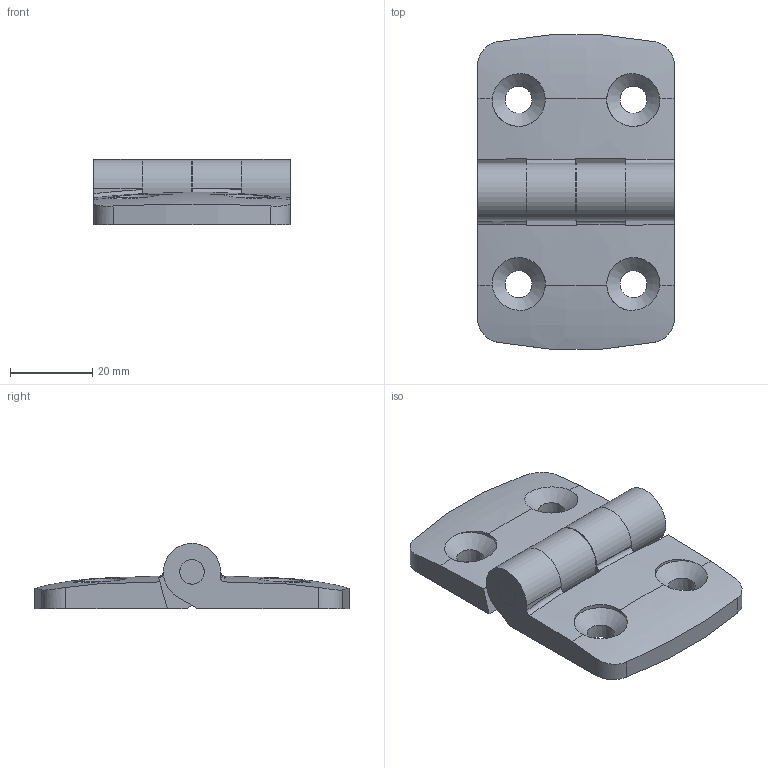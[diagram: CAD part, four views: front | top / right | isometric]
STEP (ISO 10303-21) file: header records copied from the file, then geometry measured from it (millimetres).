
FILE_DESCRIPTION(('STEP AP203'),'1');
FILE_NAME('SAFE10B1061.stp','2023-10-19T15:21:39',(' '),(' '),'Spatial InterOp 3D',' ',' ');
FILE_SCHEMA(('CONFIG_CONTROL_DESIGN'));
Length unit declared in the file: millimetre
Products named in the file (3): Charnière Al 40x40 E=45mm; Axe_Charnière_Simple
Assembly tree (3 placements, depth 2):
  Charnière Al 40x40 E=45mm
    Charnière Al 40x40 E=45mm  x2
    Axe_Charnière_Simple
Bounding box: 48 x 76.59 x 15.9 mm (x, y, z)
Volume: 22574.2 mm3; surface area: 14156.1 mm2
Topology: 3 solids, 3 shells, 139 faces, 399 edges, 268 vertices
Faces by surface type: cylinder 61, plane 54, cone 16, torus 6, bspline 2
Full cylindrical faces by diameter (mm): 6 x5
Entity records: 3137 total; most frequent: CARTESIAN_POINT 676, DIRECTION 389, ORIENTED_EDGE 380, EDGE_CURVE 190, AXIS2_PLACEMENT_3D 151, VERTEX_POINT 131, EDGE_LOOP 87, LINE 87
